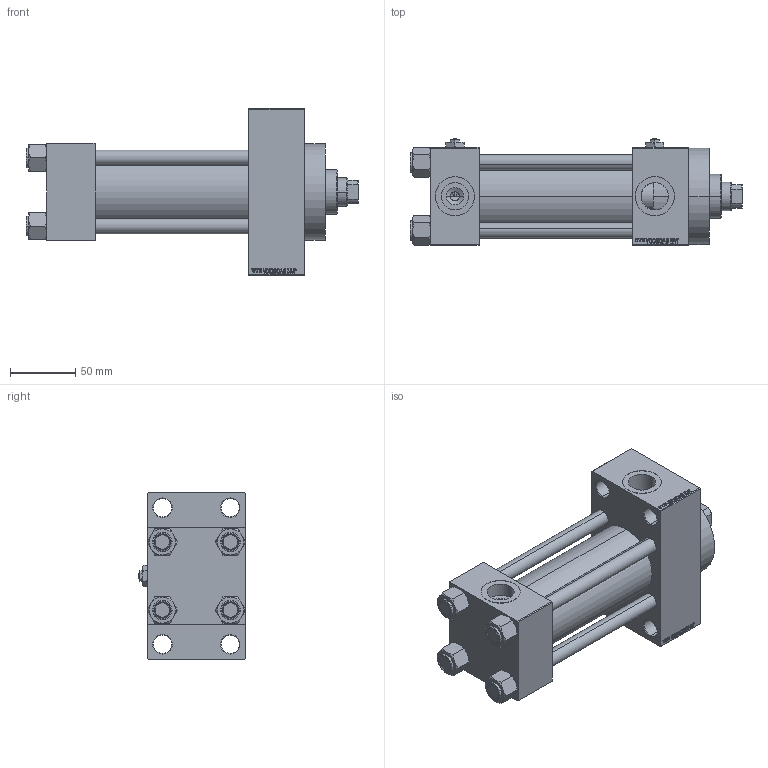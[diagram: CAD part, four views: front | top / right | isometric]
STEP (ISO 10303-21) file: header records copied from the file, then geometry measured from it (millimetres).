
FILE_DESCRIPTION (( 'STEP AP203' ), '1' );
FILE_NAME ('0fc0.STEP', '2022-04-15T16:59:26', ( '' ), ( '' ), 'SwSTEP 2.0', 'SolidWorks 2019', '' );
FILE_SCHEMA (( 'CONFIG_CONTROL_DESIGN' ));
Length unit declared in the file: millimetre
Products named in the file (7): Zatka_pro_OIL_PORT af0597d526255a61509c3809ca32b5af; NUT_M5_D af0597d526255a61509c3809ca32b5af; V215CR_D_TYCINKA af0597d526255a61509c3809ca32b5af; V215CR_D_Body af0597d526255a61509c3809ca32b5af; 0fc0; V215_VC_A af0597d526255a61509c3809ca32b5af; V215CR_VCP_D af0597d526255a61509c3809ca32b5af
Assembly tree (13 placements, depth 2):
  0fc0
    V215CR_D_Body af0597d526255a61509c3809ca32b5af
    V215CR_VCP_D af0597d526255a61509c3809ca32b5af
    NUT_M5_D af0597d526255a61509c3809ca32b5af  x4
    V215CR_D_TYCINKA af0597d526255a61509c3809ca32b5af  x4
    V215_VC_A af0597d526255a61509c3809ca32b5af
    Zatka_pro_OIL_PORT af0597d526255a61509c3809ca32b5af  x2
Bounding box: 255 x 82.27 x 128 mm (x, y, z)
Volume: 868983 mm3; surface area: 202294.7 mm2
Topology: 13 solids, 13 shells, 1212 faces, 3002 edges, 1934 vertices
Faces by surface type: plane 547, bspline 368, cone 186, cylinder 103, torus 8
Entity records: 49489 total; most frequent: CARTESIAN_POINT 25743, ORIENTED_EDGE 5304, DIRECTION 3488, EDGE_CURVE 2652, VERTEX_POINT 1732, VECTOR 1558, LINE 1558, EDGE_LOOP 1190
